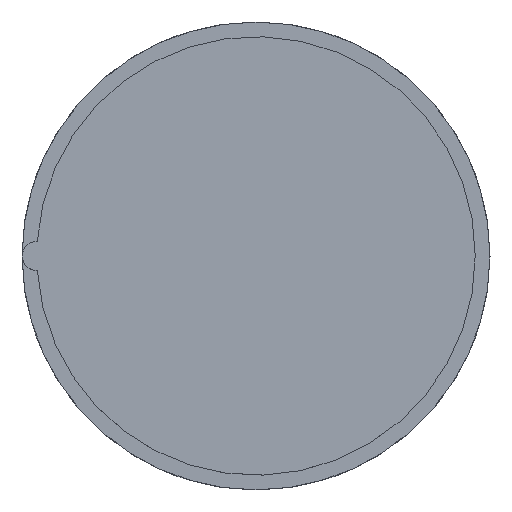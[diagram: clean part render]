
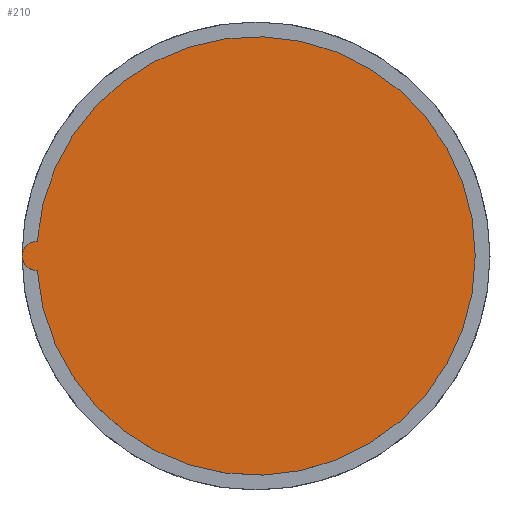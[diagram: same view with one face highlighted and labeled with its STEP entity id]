
A CAD part, top view. The second image highlights one B-rep face of the part: STEP entity #210.
In plain terms, the highlighted planar face has unit normal (0, 0, 1).
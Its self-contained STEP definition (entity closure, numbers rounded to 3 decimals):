
#2=CARTESIAN_POINT('',(-15.,0.,0.));
#3=DIRECTION('',(0.,0.,1.));
#4=DIRECTION('',(0.033,0.999,0.));
#5=AXIS2_PLACEMENT_3D('',#2,#3,#4);
#16=CARTESIAN_POINT('',(0.,0.,0.));
#17=DIRECTION('',(0.,0.,1.));
#18=DIRECTION('',(-0.998,-0.067,0.));
#19=AXIS2_PLACEMENT_3D('',#16,#17,#18);
#164=CARTESIAN_POINT('',(-14.967,0.999,0.));
#166=VERTEX_POINT('',#164);
#171=CARTESIAN_POINT('',(-14.967,-0.999,0.));
#172=VERTEX_POINT('',#171);
#199=CARTESIAN_POINT('',(0.,0.,0.));
#200=DIRECTION('',(0.,0.,1.));
#201=DIRECTION('',(-1.,0.,0.));
#202=AXIS2_PLACEMENT_3D('',#199,#200,#201);
#203=PLANE('',#202);
#205=ORIENTED_EDGE('',*,*,#204,.F.);
#207=ORIENTED_EDGE('',*,*,#206,.F.);
#208=EDGE_LOOP('',(#205,#207));
#209=FACE_OUTER_BOUND('',#208,.F.);
#210=ADVANCED_FACE('',(#209),#203,.T.);
#6=CIRCLE('',#5,1.);
#20=CIRCLE('',#19,15.);
#204=EDGE_CURVE('',#172,#166,#20,.T.);
#206=EDGE_CURVE('',#166,#172,#6,.T.);
